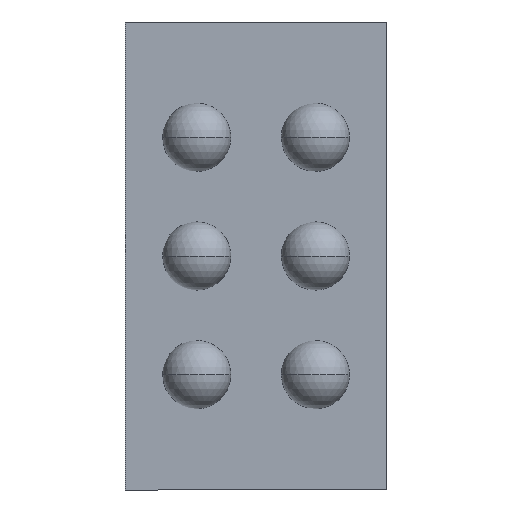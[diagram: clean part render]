
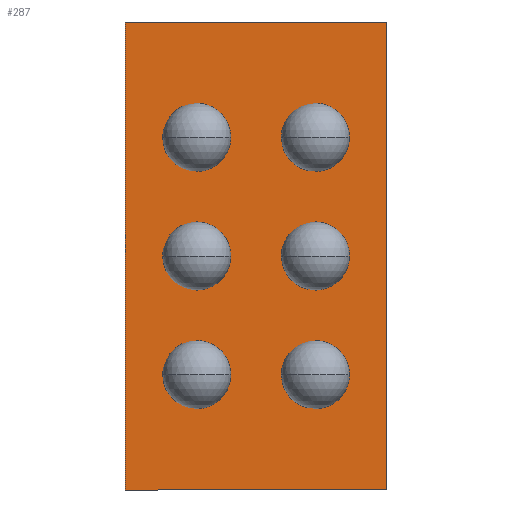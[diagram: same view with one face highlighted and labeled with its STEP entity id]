
A CAD part, front view. The second image highlights one B-rep face of the part: STEP entity #287.
In plain terms, the highlighted planar face has unit normal (0, -1, 0).
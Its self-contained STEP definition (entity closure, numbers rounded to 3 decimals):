
#26 = VECTOR ( 'NONE', #345, 1000. ) ;
#27 = VERTEX_POINT ( 'NONE', #513 ) ;
#40 = DIRECTION ( 'NONE',  ( 0., 0., 1. ) ) ;
#58 = VERTEX_POINT ( 'NONE', #307 ) ;
#72 = CARTESIAN_POINT ( 'NONE',  ( 0.44, 0.19, -0.789 ) ) ;
#106 = CARTESIAN_POINT ( 'NONE',  ( 0.44, 0.19, -0.789 ) ) ;
#148 = EDGE_LOOP ( 'NONE', ( #618, #515, #270, #206 ) ) ;
#161 = EDGE_CURVE ( 'NONE', #58, #263, #662, .T. ) ;
#182 = LINE ( 'NONE', #482, #215 ) ;
#194 = CARTESIAN_POINT ( 'NONE',  ( 0.44, 0.19, 0.789 ) ) ;
#206 = ORIENTED_EDGE ( 'NONE', *, *, #269, .T. ) ;
#214 = DIRECTION ( 'NONE',  ( 1., 0., 0. ) ) ;
#215 = VECTOR ( 'NONE', #230, 1000. ) ;
#230 = DIRECTION ( 'NONE',  ( -1., 0., 0. ) ) ;
#243 = VERTEX_POINT ( 'NONE', #485 ) ;
#263 = VERTEX_POINT ( 'NONE', #72 ) ;
#269 = EDGE_CURVE ( 'NONE', #243, #27, #182, .T. ) ;
#270 = ORIENTED_EDGE ( 'NONE', *, *, #486, .T. ) ;
#287 = ADVANCED_FACE ( 'NONE', ( #457 ), #489, .F. ) ;
#307 = CARTESIAN_POINT ( 'NONE',  ( -0.44, 0.19, -0.789 ) ) ;
#318 = VECTOR ( 'NONE', #40, 1000. ) ;
#345 = DIRECTION ( 'NONE',  ( 0., 0., -1. ) ) ;
#367 = VECTOR ( 'NONE', #214, 1000. ) ;
#397 = LINE ( 'NONE', #194, #318 ) ;
#399 = AXIS2_PLACEMENT_3D ( 'NONE', #539, #640, #479 ) ;
#430 = LINE ( 'NONE', #447, #26 ) ;
#447 = CARTESIAN_POINT ( 'NONE',  ( -0.44, 0.19, 0.789 ) ) ;
#457 = FACE_OUTER_BOUND ( 'NONE', #148, .T. ) ;
#479 = DIRECTION ( 'NONE',  ( 0., 0., 1. ) ) ;
#482 = CARTESIAN_POINT ( 'NONE',  ( 0.44, 0.19, 0.789 ) ) ;
#485 = CARTESIAN_POINT ( 'NONE',  ( 0.44, 0.19, 0.789 ) ) ;
#486 = EDGE_CURVE ( 'NONE', #263, #243, #397, .T. ) ;
#489 = PLANE ( 'NONE',  #399 ) ;
#513 = CARTESIAN_POINT ( 'NONE',  ( -0.44, 0.19, 0.789 ) ) ;
#515 = ORIENTED_EDGE ( 'NONE', *, *, #161, .T. ) ;
#539 = CARTESIAN_POINT ( 'NONE',  ( 0., 0.19, 0. ) ) ;
#618 = ORIENTED_EDGE ( 'NONE', *, *, #648, .T. ) ;
#640 = DIRECTION ( 'NONE',  ( 0., 1., 0. ) ) ;
#648 = EDGE_CURVE ( 'NONE', #27, #58, #430, .T. ) ;
#662 = LINE ( 'NONE', #106, #367 ) ;
